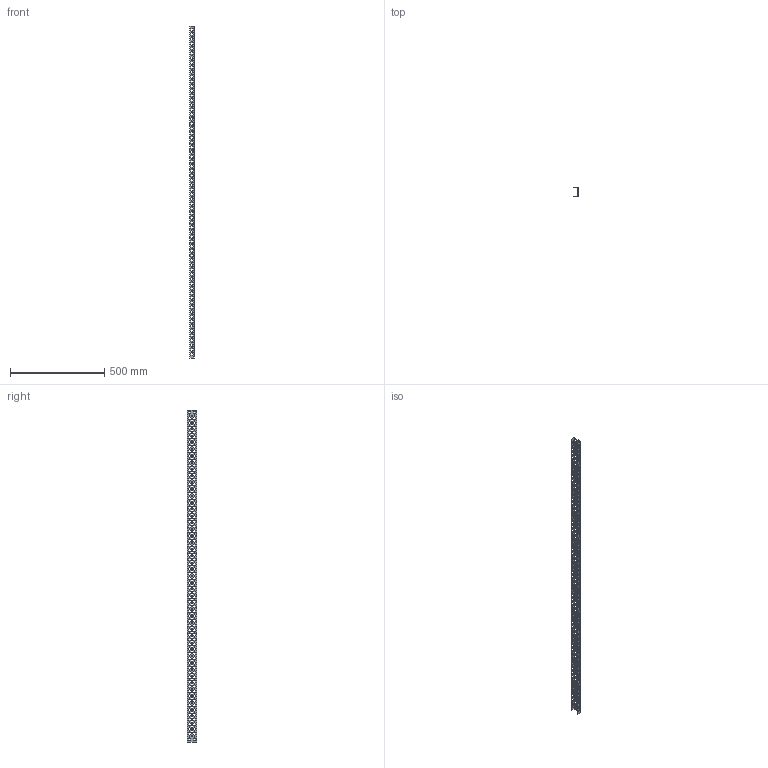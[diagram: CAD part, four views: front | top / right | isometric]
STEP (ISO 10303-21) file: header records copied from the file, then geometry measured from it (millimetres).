
FILE_DESCRIPTION (( 'STEP AP203' ), '1' );
FILE_NAME ('Øèðîêàÿ âåðòèêàëüíàÿðåéêà FORD äëÿ êîðïóñà âûñîòîé 1800 (2øò.) EKF PROxima.STEP', '2020-10-26T07:03:16', ( '' ), ( '' ), 'SwSTEP 2.0', 'SolidWorks 2019', '' );
FILE_SCHEMA (( 'CONFIG_CONTROL_DESIGN' ));
Length unit declared in the file: millimetre
Products named in the file (1): Øèðîêàÿ âåðòèêàëüíàÿðåéêà FORD äëÿ êîðïóñà âûñîòîé 1800 (2øò.) EKF PROxima
Bounding box: 22 x 50 x 1764 mm (x, y, z)
Volume: 178408 mm3; surface area: 272435.8 mm2
Topology: 1 solids, 1 shells, 2586 faces, 7736 edges, 5152 vertices
Faces by surface type: plane 1818, cylinder 768
Entity records: 89537 total; most frequent: CARTESIAN_POINT 15475, ORIENTED_EDGE 15472, DIRECTION 14446, EDGE_CURVE 7736, VECTOR 6200, LINE 6200, VERTEX_POINT 5152, AXIS2_PLACEMENT_3D 4123
